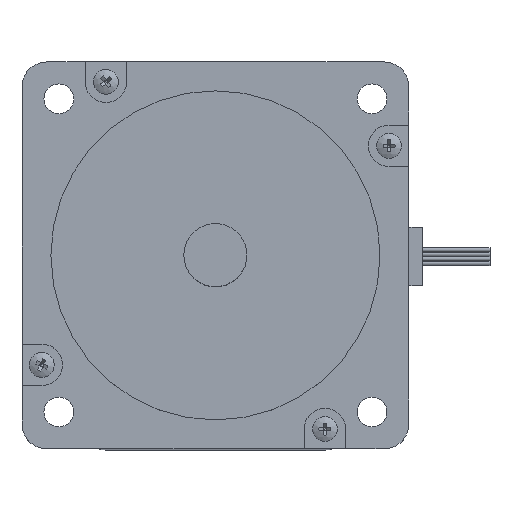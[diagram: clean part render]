
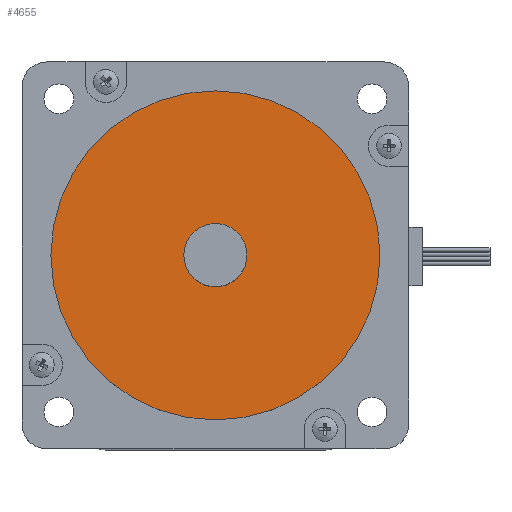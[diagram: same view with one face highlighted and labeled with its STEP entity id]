
A CAD part, top view. The second image highlights one B-rep face of the part: STEP entity #4655.
In plain terms, the highlighted planar face has unit normal (0, 0, 1).
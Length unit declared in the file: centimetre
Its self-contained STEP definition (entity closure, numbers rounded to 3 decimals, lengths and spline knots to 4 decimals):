
#786=PLANE('',#5024);
#983=FACE_BOUND('',#1384,.T.);
#1057=FACE_OUTER_BOUND('',#1383,.T.);
#1383=EDGE_LOOP('',(#3217));
#1384=EDGE_LOOP('',(#3218));
#1645=CIRCLE('',#4910,0.7);
#1703=CIRCLE('',#5023,3.6513);
#1915=VERTEX_POINT('',#6984);
#2029=VERTEX_POINT('',#7313);
#2287=EDGE_CURVE('',#1915,#1915,#1645,.T.);
#2447=EDGE_CURVE('',#2029,#2029,#1703,.T.);
#3217=ORIENTED_EDGE('',*,*,#2447,.F.);
#3218=ORIENTED_EDGE('',*,*,#2287,.T.);
#4655=ADVANCED_FACE('',(#1057,#983),#786,.F.);
#4910=AXIS2_PLACEMENT_3D('',#6985,#5483,#5484);
#5023=AXIS2_PLACEMENT_3D('',#7314,#5811,#5812);
#5024=AXIS2_PLACEMENT_3D('',#7315,#5813,#5814);
#5483=DIRECTION('center_axis',(0.,0.,-1.));
#5484=DIRECTION('ref_axis',(-1.,0.,0.));
#5811=DIRECTION('center_axis',(0.,0.,-1.));
#5812=DIRECTION('ref_axis',(-1.,0.,0.));
#5813=DIRECTION('center_axis',(0.,0.,-1.));
#5814=DIRECTION('ref_axis',(-1.,0.,0.));
#6984=CARTESIAN_POINT('',(0.7,0.,1.91));
#6985=CARTESIAN_POINT('Origin',(0.,0.,1.91));
#7313=CARTESIAN_POINT('',(3.6513,0.,1.91));
#7314=CARTESIAN_POINT('Origin',(0.,0.,1.91));
#7315=CARTESIAN_POINT('Origin',(0.,0.,1.91));
